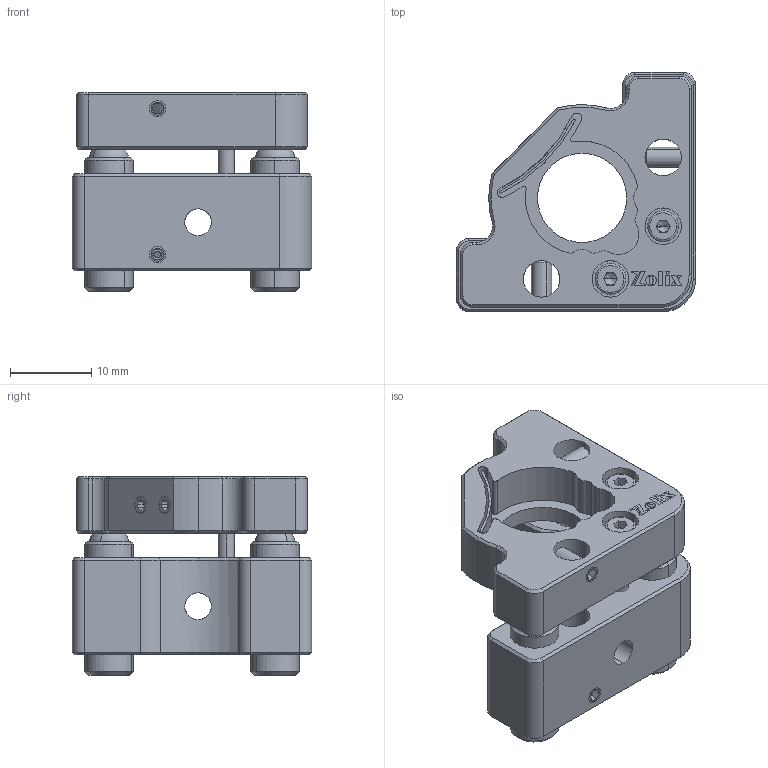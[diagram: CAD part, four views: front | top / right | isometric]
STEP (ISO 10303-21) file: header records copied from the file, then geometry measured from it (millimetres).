
FILE_DESCRIPTION (( 'STEP AP203' ), '1' );
FILE_NAME ('OMUS12.7-0.STEP', '2018-12-07T08:33:01', ( '' ), ( '' ), 'SwSTEP 2.0', 'SolidWorks 2016', '' );
FILE_SCHEMA (( 'CONFIG_CONTROL_DESIGN' ));
Length unit declared in the file: millimetre
Products named in the file (1): OMUS12.7-0
Bounding box: 29.5 x 29.5 x 24.54 mm (x, y, z)
Surface area: 6741.5 mm2 (no closed solid volume)
Topology: 0 solids, 27 shells, 334 faces, 1163 edges, 830 vertices
Faces by surface type: plane 145, cylinder 99, cone 80, sphere 6, torus 4
Entity records: 12770 total; most frequent: CARTESIAN_POINT 2746, DIRECTION 2124, ORIENTED_EDGE 1807, EDGE_CURVE 1134, VERTEX_POINT 821, LINE 742, VECTOR 742, AXIS2_PLACEMENT_3D 691
